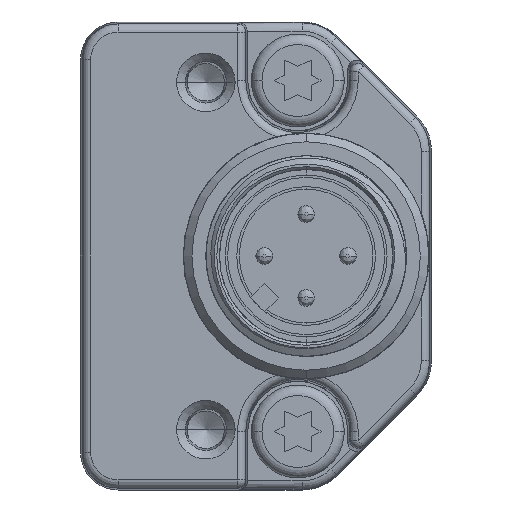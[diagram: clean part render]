
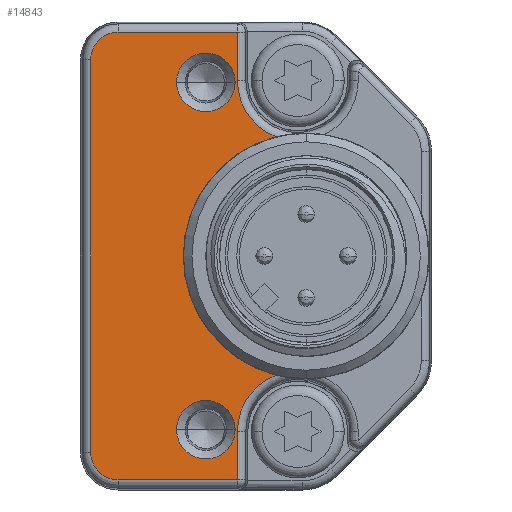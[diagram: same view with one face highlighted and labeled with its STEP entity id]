
A CAD part, left-side view. The second image highlights one B-rep face of the part: STEP entity #14843.
In plain terms, the highlighted planar face has unit normal (-1, 0, 0).
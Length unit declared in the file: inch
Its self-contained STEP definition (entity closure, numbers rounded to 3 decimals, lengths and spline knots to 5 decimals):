
#221=CARTESIAN_POINT('',(-0.51181,0.31496,
-0.41339));
#222=DIRECTION('',(1.,0.,0.));
#223=DIRECTION('',(0.,1.,0.));
#224=AXIS2_PLACEMENT_3D('',#221,#222,#223);
#226=DIRECTION('',(0.,0.,1.));
#227=VECTOR('',#226,0.11381);
#228=CARTESIAN_POINT('',(-0.51181,0.45723,
-0.5272));
#229=LINE('',#228,#227);
#230=DIRECTION('',(0.,-1.,0.));
#231=VECTOR('',#230,0.28096);
#232=CARTESIAN_POINT('',(-0.51181,0.73819,
-0.5272));
#233=LINE('',#232,#231);
#234=CARTESIAN_POINT('',(-0.51181,0.73819,
-0.4626));
#235=DIRECTION('',(-1.,0.,0.));
#236=DIRECTION('',(0.,1.,0.));
#237=AXIS2_PLACEMENT_3D('',#234,#235,#236);
#239=DIRECTION('',(0.,0.,-1.));
#240=VECTOR('',#239,0.9252);
#241=CARTESIAN_POINT('',(-0.51181,0.80279,
0.4626));
#242=LINE('',#241,#240);
#243=CARTESIAN_POINT('',(-0.51181,0.73819,
0.4626));
#244=DIRECTION('',(-1.,0.,0.));
#245=DIRECTION('',(0.,0.,1.));
#246=AXIS2_PLACEMENT_3D('',#243,#244,#245);
#248=DIRECTION('',(0.,1.,0.));
#249=VECTOR('',#248,0.28096);
#250=CARTESIAN_POINT('',(-0.51181,0.45723,
0.5272));
#251=LINE('',#250,#249);
#252=DIRECTION('',(0.,0.,1.));
#253=VECTOR('',#252,0.11381);
#254=CARTESIAN_POINT('',(-0.51181,0.45723,
0.41339));
#255=LINE('',#254,#253);
#256=CARTESIAN_POINT('',(-0.51181,0.31496,
0.41339));
#257=DIRECTION('',(1.,0.,0.));
#258=DIRECTION('',(0.,0.359,-0.933));
#259=AXIS2_PLACEMENT_3D('',#256,#257,#258);
#261=CARTESIAN_POINT('',(-0.51181,0.29528,0.));
#262=DIRECTION('',(-1.,0.,0.));
#263=DIRECTION('',(0.,0.244,0.97));
#264=AXIS2_PLACEMENT_3D('',#261,#262,#263);
#266=CARTESIAN_POINT('',(-0.51181,0.5315,
-0.40915));
#267=DIRECTION('',(1.,0.,0.));
#268=DIRECTION('',(0.,1.,0.));
#269=AXIS2_PLACEMENT_3D('',#266,#267,#268);
#271=CARTESIAN_POINT('',(-0.51181,0.5315,
-0.40915));
#272=DIRECTION('',(1.,0.,0.));
#273=DIRECTION('',(0.,-1.,0.));
#274=AXIS2_PLACEMENT_3D('',#271,#272,#273);
#276=CARTESIAN_POINT('',(-0.51181,0.5315,
0.40915));
#277=DIRECTION('',(1.,0.,0.));
#278=DIRECTION('',(0.,1.,0.));
#279=AXIS2_PLACEMENT_3D('',#276,#277,#278);
#281=CARTESIAN_POINT('',(-0.51181,0.5315,
0.40915));
#282=DIRECTION('',(1.,0.,0.));
#283=DIRECTION('',(0.,-1.,0.));
#284=AXIS2_PLACEMENT_3D('',#281,#282,#283);
#12699=CARTESIAN_POINT('',(-0.51181,0.80279,
-0.4626));
#12700=CARTESIAN_POINT('',(-0.51181,0.73819,
-0.5272));
#12701=VERTEX_POINT('',#12699);
#12702=VERTEX_POINT('',#12700);
#12707=CARTESIAN_POINT('',(-0.51181,0.80279,
0.4626));
#12708=VERTEX_POINT('',#12707);
#12711=CARTESIAN_POINT('',(-0.51181,0.73819,
0.5272));
#12712=VERTEX_POINT('',#12711);
#12735=CARTESIAN_POINT('',(-0.51181,0.60039,
-0.40915));
#12736=CARTESIAN_POINT('',(-0.51181,0.4626,
-0.40915));
#12737=VERTEX_POINT('',#12735);
#12738=VERTEX_POINT('',#12736);
#12739=CARTESIAN_POINT('',(-0.51181,0.60039,
0.40915));
#12740=CARTESIAN_POINT('',(-0.51181,0.4626,
0.40915));
#12741=VERTEX_POINT('',#12739);
#12742=VERTEX_POINT('',#12740);
#12771=CARTESIAN_POINT('',(-0.51181,0.45723,
-0.41339));
#12772=CARTESIAN_POINT('',(-0.51181,0.366,
-0.28059));
#12773=VERTEX_POINT('',#12771);
#12774=VERTEX_POINT('',#12772);
#12775=CARTESIAN_POINT('',(-0.51181,0.45723,
-0.5272));
#12776=VERTEX_POINT('',#12775);
#12799=CARTESIAN_POINT('',(-0.51181,0.366,
0.28059));
#12800=CARTESIAN_POINT('',(-0.51181,0.45723,
0.41339));
#12801=VERTEX_POINT('',#12799);
#12802=VERTEX_POINT('',#12800);
#12803=CARTESIAN_POINT('',(-0.51181,0.45723,
0.5272));
#12804=VERTEX_POINT('',#12803);
#14805=CARTESIAN_POINT('',(-0.51181,0.,0.));
#14806=DIRECTION('',(-1.,0.,0.));
#14807=DIRECTION('',(0.,0.,1.));
#14808=AXIS2_PLACEMENT_3D('',#14805,#14806,#14807);
#14809=PLANE('',#14808);
#14811=ORIENTED_EDGE('',*,*,#14810,.F.);
#14813=ORIENTED_EDGE('',*,*,#14812,.F.);
#14815=ORIENTED_EDGE('',*,*,#14814,.F.);
#14817=ORIENTED_EDGE('',*,*,#14816,.F.);
#14818=ORIENTED_EDGE('',*,*,#14795,.F.);
#14820=ORIENTED_EDGE('',*,*,#14819,.F.);
#14822=ORIENTED_EDGE('',*,*,#14821,.F.);
#14824=ORIENTED_EDGE('',*,*,#14823,.F.);
#14826=ORIENTED_EDGE('',*,*,#14825,.F.);
#14828=ORIENTED_EDGE('',*,*,#14827,.T.);
#14829=EDGE_LOOP('',(#14811,#14813,#14815,#14817,#14818,#14820,#14822,#14824,
#14826,#14828));
#14830=FACE_OUTER_BOUND('',#14829,.F.);
#14832=ORIENTED_EDGE('',*,*,#14831,.F.);
#14834=ORIENTED_EDGE('',*,*,#14833,.F.);
#14835=EDGE_LOOP('',(#14832,#14834));
#14836=FACE_BOUND('',#14835,.F.);
#14838=ORIENTED_EDGE('',*,*,#14837,.F.);
#14840=ORIENTED_EDGE('',*,*,#14839,.F.);
#14841=EDGE_LOOP('',(#14838,#14840));
#14842=FACE_BOUND('',#14841,.F.);
#14843=ADVANCED_FACE('',(#14830,#14836,#14842),#14809,.T.);
#225=CIRCLE('',#224,0.14227);
#238=CIRCLE('',#237,0.0646);
#247=CIRCLE('',#246,0.0646);
#260=CIRCLE('',#259,0.14227);
#265=CIRCLE('',#264,0.28937);
#270=CIRCLE('',#269,0.0689);
#275=CIRCLE('',#274,0.0689);
#280=CIRCLE('',#279,0.0689);
#285=CIRCLE('',#284,0.0689);
#14795=EDGE_CURVE('',#12708,#12701,#242,.T.);
#14810=EDGE_CURVE('',#12773,#12774,#225,.T.);
#14812=EDGE_CURVE('',#12776,#12773,#229,.T.);
#14814=EDGE_CURVE('',#12702,#12776,#233,.T.);
#14816=EDGE_CURVE('',#12701,#12702,#238,.T.);
#14819=EDGE_CURVE('',#12712,#12708,#247,.T.);
#14821=EDGE_CURVE('',#12804,#12712,#251,.T.);
#14823=EDGE_CURVE('',#12802,#12804,#255,.T.);
#14825=EDGE_CURVE('',#12801,#12802,#260,.T.);
#14827=EDGE_CURVE('',#12801,#12774,#265,.T.);
#14831=EDGE_CURVE('',#12737,#12738,#270,.T.);
#14833=EDGE_CURVE('',#12738,#12737,#275,.T.);
#14837=EDGE_CURVE('',#12741,#12742,#280,.T.);
#14839=EDGE_CURVE('',#12742,#12741,#285,.T.);
